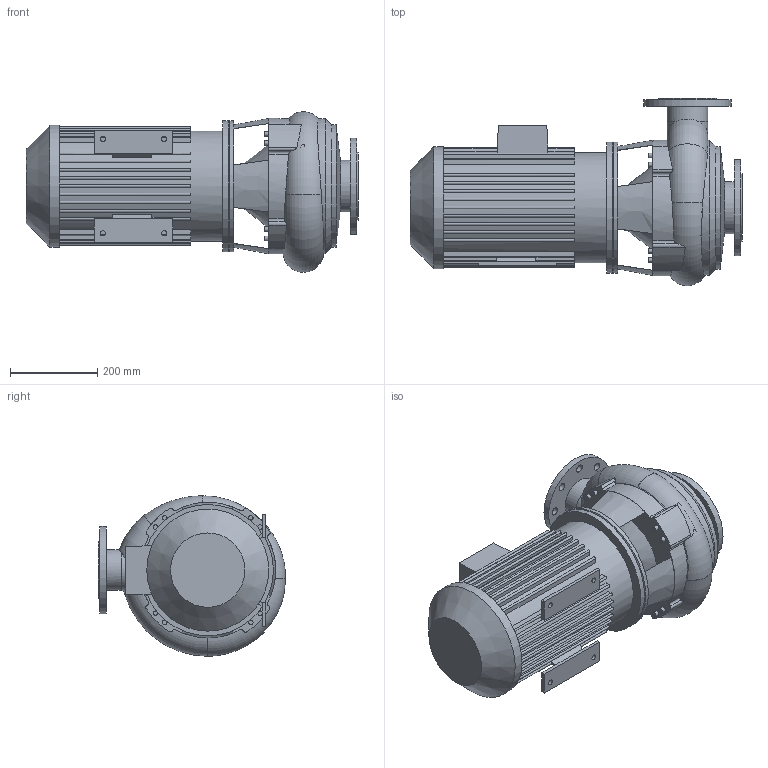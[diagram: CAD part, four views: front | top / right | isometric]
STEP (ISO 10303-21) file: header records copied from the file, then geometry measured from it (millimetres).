
FILE_DESCRIPTION(/* description */ (''),/* implementation_level */ '2;1');
FILE_NAME(/* name */ '45311 KRP5_5-80-4.stp',/* time_stamp */ '2016-07-13T10:30:14+02:00',/* author */ ('guzb562'),/* organization */ (''),/* preprocessor_version */ 'ST-DEVELOPER v16.1',/* originating_system */ 'Autodesk Inventor 2016',/* authorisation */ '');
FILE_SCHEMA (('AUTOMOTIVE_DESIGN { 1 0 10303 214 3 1 1 }'));
Length unit declared in the file: millimetre
Products named in the file (1): 45311 KRP5_5-80-4
Bounding box: 759 x 427.89 x 366.85 mm (x, y, z)
Volume: 39554307.4 mm3; surface area: 1611786.6 mm2
Topology: 1 solids, 2 shells, 557 faces, 1544 edges, 1026 vertices
Faces by surface type: plane 301, cylinder 144, bspline 94, torus 12, cone 6
Full cylindrical faces by diameter (mm): 10 x1, 10.431 x7, 12 x4, 18 x16, 76.1 x2, 88.9 x1, 92.9 x1, 114.3 x1, 118.3 x1, 132 x1, 156 x1, 200 x1, 220 x1, 252 x1, 279 x1, 280 x1, 300 x2, 308.202 x2
Entity records: 19480 total; most frequent: CARTESIAN_POINT 5788, ORIENTED_EDGE 2968, DIRECTION 2492, EDGE_CURVE 1484, VERTEX_POINT 1017, LINE 866, VECTOR 866, AXIS2_PLACEMENT_3D 813
